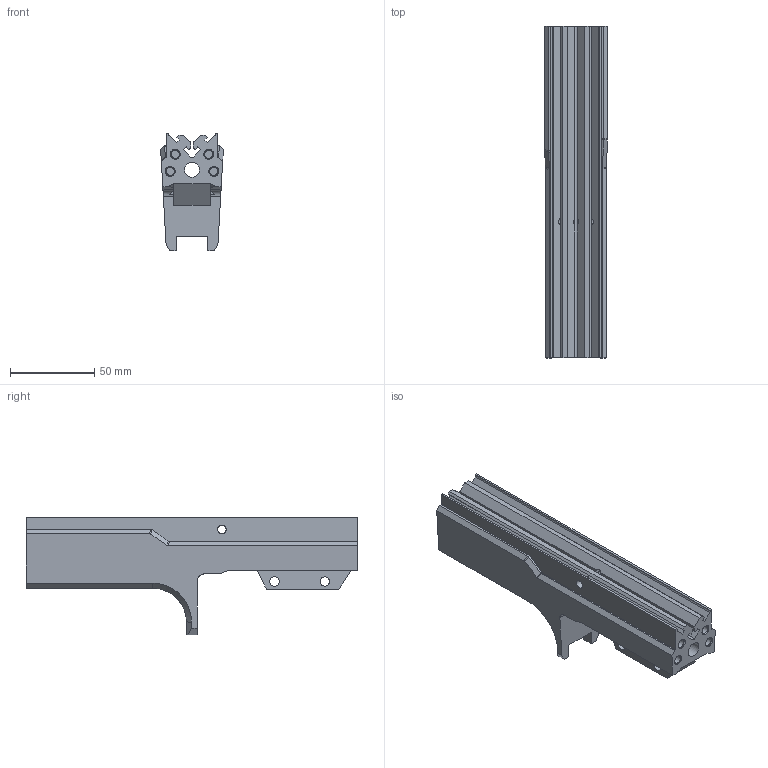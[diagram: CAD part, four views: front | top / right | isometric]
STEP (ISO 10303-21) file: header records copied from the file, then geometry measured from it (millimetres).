
FILE_DESCRIPTION(('HOOPS Exchange Step'),'2;1');
FILE_NAME('temp_export','2026-04-05T14:20:16-05:00',('mobile'),('Shapr3D Limited'),'HOOPS Exchange 2025.9','Shapr3D','Authorized');
FILE_SCHEMA( ('AP242_MANAGED_MODEL_BASED_3D_ENGINEERING_MIM_LF {1 0 10303 442 1 1 4}') );
Length unit declared in the file: millimetre
Products named in the file (4): Lower hand guard; DONE; Hg bottom rear.step; root
Assembly tree (3 placements, depth 4):
  root
    Hg bottom rear.step
      DONE
        Lower hand guard
Bounding box: 37.29 x 197.53 x 70.2 mm (x, y, z)
Volume: 175098.6 mm3; surface area: 54467.3 mm2
Topology: 1 solids, 1 shells, 138 faces, 406 edges, 270 vertices
Faces by surface type: plane 98, cylinder 28, bspline 6, cone 4, torus 2
Full cylindrical faces by diameter (mm): 4.9 x4, 5 x2, 5.6 x2, 9 x1
Entity records: 15890 total; most frequent: CARTESIAN_POINT 12229, ORIENTED_EDGE 812, DIRECTION 659, EDGE_CURVE 406, VECTOR 285, LINE 285, VERTEX_POINT 270, AXIS2_PLACEMENT_3D 187
